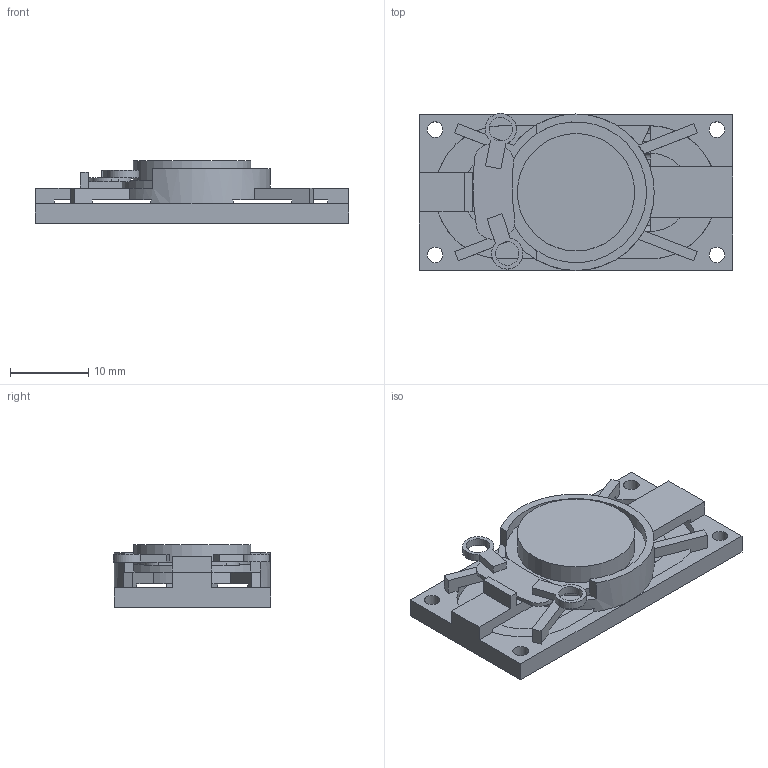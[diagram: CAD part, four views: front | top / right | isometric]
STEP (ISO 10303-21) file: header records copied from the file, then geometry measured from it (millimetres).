
FILE_DESCRIPTION(/* description */ ('Alibre Inc.'),/* implementation_level */ '2;1');
FILE_NAME(/* name */ 'export-D4C780F6-B8CC-41B9-BC2A-F9F6CE18ED2F',/* time_stamp */ '2018-12-26T08:13:06-06:00',/* author */ (''),/* organization */ (''),/* preprocessor_version */ 'ST-DEVELOPER v17',/* originating_system */ 'Alibre',/* authorisation */ '');
FILE_SCHEMA (('CONFIG_CONTROL_DESIGN'));
Length unit declared in the file: millimetre
Products named in the file (5): ID_1; ID_2; ID_3
Bounding box: 40 x 20.07 x 8 mm (x, y, z)
Volume: 2051 mm3; surface area: 4052.1 mm2
Topology: 4 solids, 6 shells, 118 faces, 339 edges, 218 vertices
Faces by surface type: plane 73, cylinder 39, torus 6
Full cylindrical faces by diameter (mm): 2 x4, 3 x2, 9.5 x1, 12 x1, 15 x1
Entity records: 4101 total; most frequent: CARTESIAN_POINT 720, ORIENTED_EDGE 646, DIRECTION 528, EDGE_CURVE 313, VERTEX_POINT 207, AXIS2_PLACEMENT_3D 201, VECTOR 192, LINE 192
